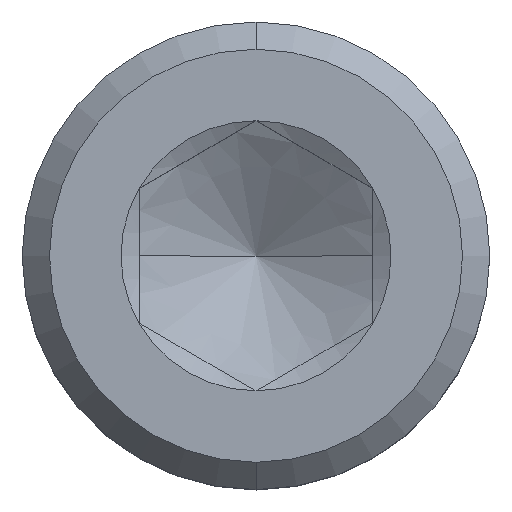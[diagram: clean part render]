
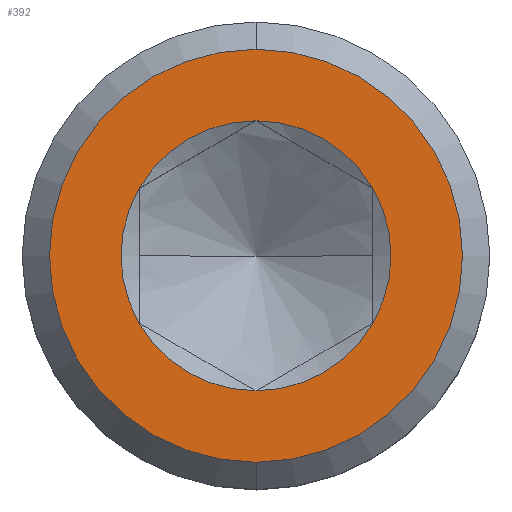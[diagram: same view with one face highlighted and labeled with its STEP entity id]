
A CAD part, top view. The second image highlights one B-rep face of the part: STEP entity #392.
In plain terms, the highlighted planar face has unit normal (0, 0, 1).
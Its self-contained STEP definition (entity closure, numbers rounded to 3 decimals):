
#81 = EDGE_CURVE ( 'NONE', #86, #106, #408, .T. ) ;
#82 = EDGE_CURVE ( 'NONE', #91, #86, #399, .T. ) ;
#83 = ORIENTED_EDGE ( 'NONE', *, *, #84, .F. ) ;
#84 = EDGE_CURVE ( 'NONE', #97, #91, #409, .T. ) ;
#86 = VERTEX_POINT ( 'NONE', #402 ) ;
#90 = ORIENTED_EDGE ( 'NONE', *, *, #82, .F. ) ;
#91 = VERTEX_POINT ( 'NONE', #418 ) ;
#92 = ORIENTED_EDGE ( 'NONE', *, *, #81, .F. ) ;
#93 = ORIENTED_EDGE ( 'NONE', *, *, #94, .F. ) ;
#94 = EDGE_CURVE ( 'NONE', #98, #99, #428, .T. ) ;
#95 = ORIENTED_EDGE ( 'NONE', *, *, #107, .F. ) ;
#96 = EDGE_CURVE ( 'NONE', #99, #97, #435, .T. ) ;
#97 = VERTEX_POINT ( 'NONE', #447 ) ;
#98 = VERTEX_POINT ( 'NONE', #449 ) ;
#99 = VERTEX_POINT ( 'NONE', #448 ) ;
#100 = ORIENTED_EDGE ( 'NONE', *, *, #104, .T. ) ;
#101 = EDGE_LOOP ( 'NONE', ( #103, #93, #95, #92, #90, #83 ) ) ;
#102 = ORIENTED_EDGE ( 'NONE', *, *, #171, .T. ) ;
#103 = ORIENTED_EDGE ( 'NONE', *, *, #96, .F. ) ;
#104 = EDGE_CURVE ( 'NONE', #173, #172, #443, .T. ) ;
#106 = VERTEX_POINT ( 'NONE', #457 ) ;
#107 = EDGE_CURVE ( 'NONE', #106, #98, #460, .T. ) ;
#148 = EDGE_LOOP ( 'NONE', ( #100, #102 ) ) ;
#171 = EDGE_CURVE ( 'NONE', #172, #173, #568, .T. ) ;
#172 = VERTEX_POINT ( 'NONE', #596 ) ;
#173 = VERTEX_POINT ( 'NONE', #595 ) ;
#392 = ADVANCED_FACE ( 'NONE', ( #714, #709 ), #730, .F. ) ;
#398 = AXIS2_PLACEMENT_3D ( 'NONE', #404, #414, #416 ) ;
#399 = CIRCLE ( 'NONE', #398, 0.866 ) ;
#400 = CARTESIAN_POINT ( 'NONE',  ( 0., 0., 1.6 ) ) ;
#401 = AXIS2_PLACEMENT_3D ( 'NONE', #400, #405, #413 ) ;
#402 = CARTESIAN_POINT ( 'NONE',  ( 0., -0.866, 1.6 ) ) ;
#403 = DIRECTION ( 'NONE',  ( 0., 1., 0. ) ) ;
#404 = CARTESIAN_POINT ( 'NONE',  ( 0., 0., 1.6 ) ) ;
#405 = DIRECTION ( 'NONE',  ( 0., 0., 1. ) ) ;
#406 = AXIS2_PLACEMENT_3D ( 'NONE', #415, #407, #403 ) ;
#407 = DIRECTION ( 'NONE',  ( 0., 0., 1. ) ) ;
#408 = CIRCLE ( 'NONE', #406, 0.866 ) ;
#409 = CIRCLE ( 'NONE', #401, 0.866 ) ;
#413 = DIRECTION ( 'NONE',  ( 0., 1., 0. ) ) ;
#414 = DIRECTION ( 'NONE',  ( 0., 0., 1. ) ) ;
#415 = CARTESIAN_POINT ( 'NONE',  ( 0., 0., 1.6 ) ) ;
#416 = DIRECTION ( 'NONE',  ( 0., 1., 0. ) ) ;
#418 = CARTESIAN_POINT ( 'NONE',  ( -0.75, -0.433, 1.6 ) ) ;
#424 = DIRECTION ( 'NONE',  ( 0., 1., 0. ) ) ;
#425 = DIRECTION ( 'NONE',  ( 0., 0., 1. ) ) ;
#426 = CARTESIAN_POINT ( 'NONE',  ( 0., 0., 1.6 ) ) ;
#427 = AXIS2_PLACEMENT_3D ( 'NONE', #426, #425, #424 ) ;
#428 = CIRCLE ( 'NONE', #427, 0.866 ) ;
#435 = CIRCLE ( 'NONE', #441, 0.866 ) ;
#437 = DIRECTION ( 'NONE',  ( 0., 1., 0. ) ) ;
#438 = DIRECTION ( 'NONE',  ( 0., 0., 1. ) ) ;
#439 = CARTESIAN_POINT ( 'NONE',  ( 0., 0., 1.6 ) ) ;
#440 = DIRECTION ( 'NONE',  ( 0., 0., 1. ) ) ;
#441 = AXIS2_PLACEMENT_3D ( 'NONE', #446, #440, #445 ) ;
#442 = AXIS2_PLACEMENT_3D ( 'NONE', #439, #438, #437 ) ;
#443 = CIRCLE ( 'NONE', #442, 1.325 ) ;
#445 = DIRECTION ( 'NONE',  ( 0., 1., 0. ) ) ;
#446 = CARTESIAN_POINT ( 'NONE',  ( 0., 0., 1.6 ) ) ;
#447 = CARTESIAN_POINT ( 'NONE',  ( -0.75, 0.433, 1.6 ) ) ;
#448 = CARTESIAN_POINT ( 'NONE',  ( 0., 0.866, 1.6 ) ) ;
#449 = CARTESIAN_POINT ( 'NONE',  ( 0.75, 0.433, 1.6 ) ) ;
#450 = CARTESIAN_POINT ( 'NONE',  ( 0., 0., 1.6 ) ) ;
#457 = CARTESIAN_POINT ( 'NONE',  ( 0.75, -0.433, 1.6 ) ) ;
#458 = DIRECTION ( 'NONE',  ( 0., 0., 1. ) ) ;
#459 = AXIS2_PLACEMENT_3D ( 'NONE', #450, #458, #478 ) ;
#460 = CIRCLE ( 'NONE', #459, 0.866 ) ;
#478 = DIRECTION ( 'NONE',  ( 0., 1., 0. ) ) ;
#562 = DIRECTION ( 'NONE',  ( 0., 1., 0. ) ) ;
#563 = DIRECTION ( 'NONE',  ( 0., 0., 1. ) ) ;
#564 = CARTESIAN_POINT ( 'NONE',  ( 0., 0., 1.6 ) ) ;
#565 = AXIS2_PLACEMENT_3D ( 'NONE', #564, #563, #562 ) ;
#568 = CIRCLE ( 'NONE', #565, 1.325 ) ;
#595 = CARTESIAN_POINT ( 'NONE',  ( 0., 1.325, 1.6 ) ) ;
#596 = CARTESIAN_POINT ( 'NONE',  ( 0., -1.325, 1.6 ) ) ;
#708 = DIRECTION ( 'NONE',  ( 0., 0., -1. ) ) ;
#709 = FACE_BOUND ( 'NONE', #101, .T. ) ;
#714 = FACE_OUTER_BOUND ( 'NONE', #148, .T. ) ;
#719 = AXIS2_PLACEMENT_3D ( 'NONE', #720, #708, #724 ) ;
#720 = CARTESIAN_POINT ( 'NONE',  ( 0., 1.5, 1.6 ) ) ;
#724 = DIRECTION ( 'NONE',  ( 0., 1., 0. ) ) ;
#730 = PLANE ( 'NONE',  #719 ) ;
